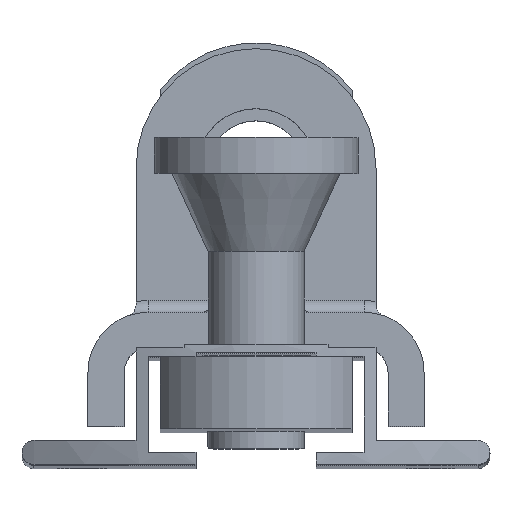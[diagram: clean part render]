
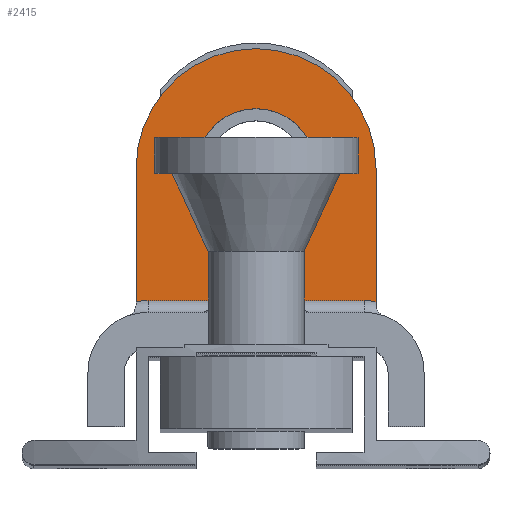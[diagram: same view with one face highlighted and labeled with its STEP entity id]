
A CAD part, top view. The second image highlights one B-rep face of the part: STEP entity #2415.
In plain terms, the highlighted planar face has unit normal (0, 0, 1).
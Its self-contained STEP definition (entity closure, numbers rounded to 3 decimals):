
#102=FACE_BOUND('',#451,.T.);
#176=PLANE('',#2769);
#297=FACE_OUTER_BOUND('',#450,.T.);
#450=EDGE_LOOP('',(#2181,#2182,#2183,#2184,#2185,#2186));
#451=EDGE_LOOP('',(#2187));
#650=LINE('',#4109,#874);
#656=LINE('',#4126,#880);
#665=LINE('',#4226,#889);
#874=VECTOR('',#3362,10.);
#880=VECTOR('',#3378,10.);
#889=VECTOR('',#3417,10.);
#999=CIRCLE('',#2743,5.);
#1002=CIRCLE('',#2749,10.);
#1009=CIRCLE('',#2763,6.);
#1012=CIRCLE('',#2768,6.);
#1202=VERTEX_POINT('',#4091);
#1205=VERTEX_POINT('',#4098);
#1208=VERTEX_POINT('',#4104);
#1213=VERTEX_POINT('',#4121);
#1214=VERTEX_POINT('',#4125);
#1228=VERTEX_POINT('',#4218);
#1229=VERTEX_POINT('',#4222);
#1515=EDGE_CURVE('',#1202,#1202,#999,.T.);
#1522=EDGE_CURVE('',#1208,#1205,#650,.T.);
#1528=EDGE_CURVE('',#1205,#1213,#1002,.T.);
#1530=EDGE_CURVE('',#1214,#1213,#656,.T.);
#1551=EDGE_CURVE('',#1214,#1228,#1009,.T.);
#1554=EDGE_CURVE('',#1228,#1229,#665,.T.);
#1556=EDGE_CURVE('',#1229,#1208,#1012,.T.);
#2181=ORIENTED_EDGE('',*,*,#1528,.F.);
#2182=ORIENTED_EDGE('',*,*,#1522,.F.);
#2183=ORIENTED_EDGE('',*,*,#1556,.F.);
#2184=ORIENTED_EDGE('',*,*,#1554,.F.);
#2185=ORIENTED_EDGE('',*,*,#1551,.F.);
#2186=ORIENTED_EDGE('',*,*,#1530,.T.);
#2187=ORIENTED_EDGE('',*,*,#1515,.T.);
#2415=ADVANCED_FACE('',(#297,#102),#176,.T.);
#2743=AXIS2_PLACEMENT_3D('',#4092,#3352,#3353);
#2749=AXIS2_PLACEMENT_3D('',#4122,#3373,#3374);
#2763=AXIS2_PLACEMENT_3D('',#4220,#3410,#3411);
#2768=AXIS2_PLACEMENT_3D('',#4229,#3422,#3423);
#2769=AXIS2_PLACEMENT_3D('',#4230,#3424,#3425);
#3352=DIRECTION('center_axis',(0.,0.,-1.));
#3353=DIRECTION('ref_axis',(-1.,0.,0.));
#3362=DIRECTION('',(0.,1.,0.));
#3373=DIRECTION('center_axis',(0.,0.,-1.));
#3374=DIRECTION('ref_axis',(-0.707,0.707,0.));
#3378=DIRECTION('',(0.,1.,0.));
#3410=DIRECTION('center_axis',(0.,0.,1.));
#3411=DIRECTION('ref_axis',(0.101,0.995,0.));
#3417=DIRECTION('',(-1.,0.,0.));
#3422=DIRECTION('center_axis',(0.,0.,1.));
#3423=DIRECTION('ref_axis',(-0.101,0.995,0.));
#3424=DIRECTION('center_axis',(0.,0.,1.));
#3425=DIRECTION('ref_axis',(1.,0.,0.));
#4091=CARTESIAN_POINT('',(5.,21.5,2.5));
#4092=CARTESIAN_POINT('Origin',(0.,21.5,2.5));
#4098=CARTESIAN_POINT('',(-10.,21.5,2.5));
#4104=CARTESIAN_POINT('',(-10.,10.416,2.5));
#4109=CARTESIAN_POINT('',(-10.,6.5,2.5));
#4121=CARTESIAN_POINT('',(10.,21.5,2.5));
#4122=CARTESIAN_POINT('Origin',(0.,21.5,2.5));
#4125=CARTESIAN_POINT('',(10.,10.416,2.5));
#4126=CARTESIAN_POINT('',(10.,6.5,2.5));
#4218=CARTESIAN_POINT('',(9.,10.5,2.5));
#4220=CARTESIAN_POINT('Origin',(9.,4.5,2.5));
#4222=CARTESIAN_POINT('',(-9.,10.5,2.5));
#4226=CARTESIAN_POINT('',(0.5,10.5,2.5));
#4229=CARTESIAN_POINT('Origin',(-9.,4.5,2.5));
#4230=CARTESIAN_POINT('Origin',(10.,6.5,2.5));
